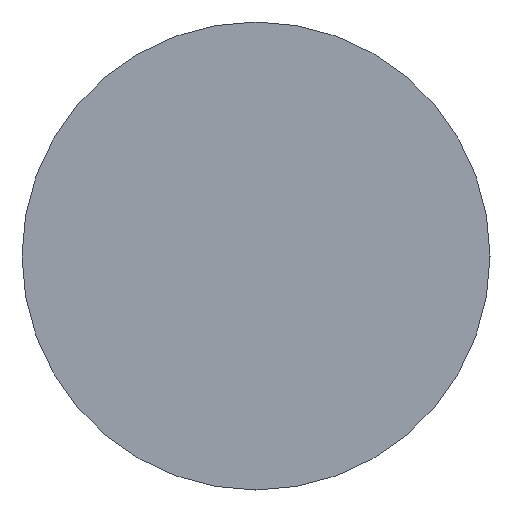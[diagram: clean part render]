
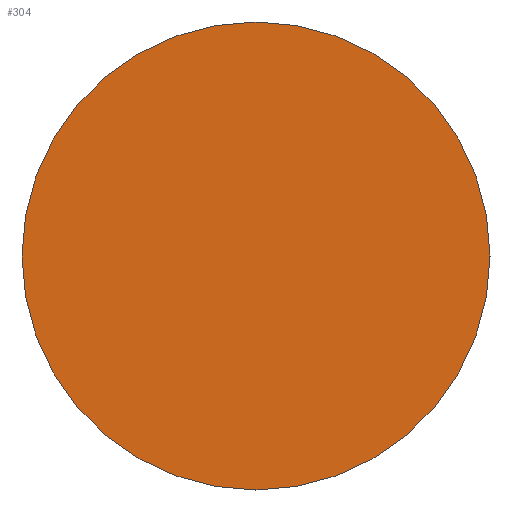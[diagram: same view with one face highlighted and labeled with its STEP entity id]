
A CAD part, left-side view. The second image highlights one B-rep face of the part: STEP entity #304.
In plain terms, the highlighted planar face has unit normal (-1, 0, 0).
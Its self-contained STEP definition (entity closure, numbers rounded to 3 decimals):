
#5 = DIRECTION ( 'NONE',  ( -1., 0., 0. ) ) ;
#25 = AXIS2_PLACEMENT_3D ( 'NONE', #125, #281, #323 ) ;
#54 = VERTEX_POINT ( 'NONE', #232 ) ;
#57 = DIRECTION ( 'NONE',  ( -1., 0., 0. ) ) ;
#84 = CARTESIAN_POINT ( 'NONE',  ( 0., 0., -12.4 ) ) ;
#86 = DIRECTION ( 'NONE',  ( 0., 0., 1. ) ) ;
#89 = CARTESIAN_POINT ( 'NONE',  ( 0., 0., 0. ) ) ;
#125 = CARTESIAN_POINT ( 'NONE',  ( 0., 12.4, 0. ) ) ;
#134 = DIRECTION ( 'NONE',  ( 0., 0., 1. ) ) ;
#143 = AXIS2_PLACEMENT_3D ( 'NONE', #89, #57, #86 ) ;
#149 = EDGE_CURVE ( 'NONE', #54, #259, #387, .T. ) ;
#183 = PLANE ( 'NONE',  #25 ) ;
#192 = CARTESIAN_POINT ( 'NONE',  ( 0., 0., 0. ) ) ;
#198 = EDGE_CURVE ( 'NONE', #259, #54, #274, .T. ) ;
#232 = CARTESIAN_POINT ( 'NONE',  ( 0., 0., 12.4 ) ) ;
#259 = VERTEX_POINT ( 'NONE', #84 ) ;
#260 = EDGE_LOOP ( 'NONE', ( #322, #411 ) ) ;
#274 = CIRCLE ( 'NONE', #143, 12.4 ) ;
#281 = DIRECTION ( 'NONE',  ( 1., 0., 0. ) ) ;
#304 = ADVANCED_FACE ( 'NONE', ( #359 ), #183, .F. ) ;
#322 = ORIENTED_EDGE ( 'NONE', *, *, #149, .T. ) ;
#323 = DIRECTION ( 'NONE',  ( 0., 0., -1. ) ) ;
#342 = AXIS2_PLACEMENT_3D ( 'NONE', #192, #5, #134 ) ;
#359 = FACE_OUTER_BOUND ( 'NONE', #260, .T. ) ;
#387 = CIRCLE ( 'NONE', #342, 12.4 ) ;
#411 = ORIENTED_EDGE ( 'NONE', *, *, #198, .T. ) ;
